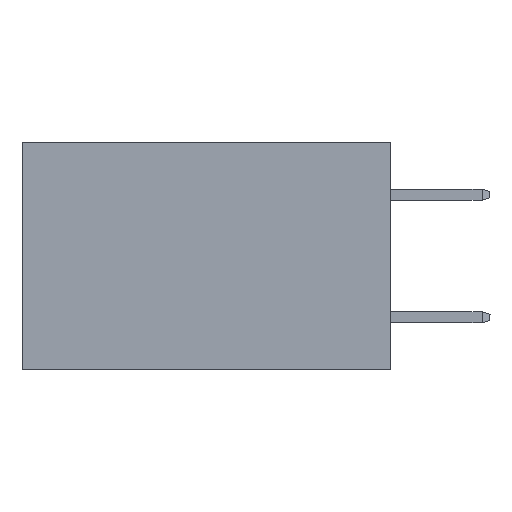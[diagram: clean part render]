
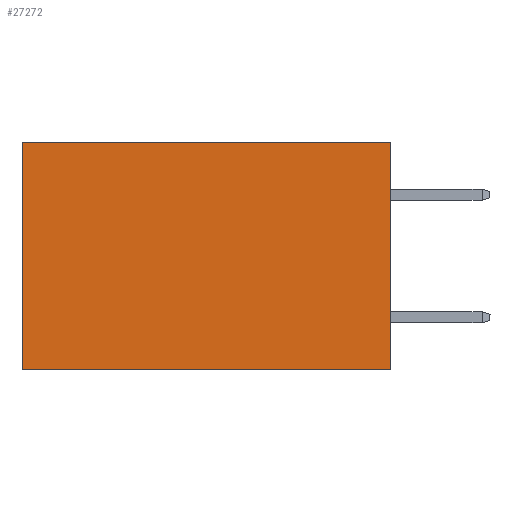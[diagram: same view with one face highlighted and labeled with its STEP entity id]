
A CAD part, left-side view. The second image highlights one B-rep face of the part: STEP entity #27272.
In plain terms, the highlighted planar face has unit normal (-1, 0, 0).
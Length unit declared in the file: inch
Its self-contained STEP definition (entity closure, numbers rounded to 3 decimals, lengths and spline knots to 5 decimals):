
#986 = CARTESIAN_POINT ( 'NONE',  ( 0.2875, 0., -0.37 ) ) ;
#1445 = LINE ( 'NONE', #34652, #23346 ) ;
#2943 = CARTESIAN_POINT ( 'NONE',  ( 0.2875, 0., 0. ) ) ;
#3403 = LINE ( 'NONE', #29429, #28432 ) ;
#4052 = CARTESIAN_POINT ( 'NONE',  ( 0.2875, 0., 0. ) ) ;
#6268 = LINE ( 'NONE', #26764, #38100 ) ;
#7039 = EDGE_CURVE ( 'NONE', #39625, #36478, #3403, .T. ) ;
#8244 = AXIS2_PLACEMENT_3D ( 'NONE', #4052, #24018, #27652 ) ;
#16313 = DIRECTION ( 'NONE',  ( 0., 1., 0. ) ) ;
#21155 = ORIENTED_EDGE ( 'NONE', *, *, #24397, .F. ) ;
#22675 = ORIENTED_EDGE ( 'NONE', *, *, #7039, .T. ) ;
#23096 = VECTOR ( 'NONE', #27690, 39.37008 ) ;
#23346 = VECTOR ( 'NONE', #38264, 39.37008 ) ;
#23873 = PLANE ( 'NONE',  #8244 ) ;
#24018 = DIRECTION ( 'NONE',  ( 1., 0., 0. ) ) ;
#24397 = EDGE_CURVE ( 'NONE', #28602, #41676, #31974, .T. ) ;
#26764 = CARTESIAN_POINT ( 'NONE',  ( 0.2875, 0.6, 0. ) ) ;
#27272 = ADVANCED_FACE ( 'NONE', ( #39707 ), #23873, .F. ) ;
#27652 = DIRECTION ( 'NONE',  ( 0., 0., -1. ) ) ;
#27690 = DIRECTION ( 'NONE',  ( 0., 1., 0. ) ) ;
#28432 = VECTOR ( 'NONE', #16313, 39.37008 ) ;
#28602 = VERTEX_POINT ( 'NONE', #986 ) ;
#29018 = ORIENTED_EDGE ( 'NONE', *, *, #40767, .T. ) ;
#29429 = CARTESIAN_POINT ( 'NONE',  ( 0.2875, 0., 0. ) ) ;
#31629 = EDGE_CURVE ( 'NONE', #39625, #28602, #1445, .T. ) ;
#31974 = LINE ( 'NONE', #40837, #23096 ) ;
#32368 = EDGE_LOOP ( 'NONE', ( #29018, #21155, #35546, #22675 ) ) ;
#33470 = DIRECTION ( 'NONE',  ( 0., 0., -1. ) ) ;
#33662 = CARTESIAN_POINT ( 'NONE',  ( 0.2875, 0.6, 0. ) ) ;
#34652 = CARTESIAN_POINT ( 'NONE',  ( 0.2875, 0., 0. ) ) ;
#35546 = ORIENTED_EDGE ( 'NONE', *, *, #31629, .F. ) ;
#36478 = VERTEX_POINT ( 'NONE', #33662 ) ;
#38001 = CARTESIAN_POINT ( 'NONE',  ( 0.2875, 0.6, -0.37 ) ) ;
#38100 = VECTOR ( 'NONE', #33470, 39.37008 ) ;
#38264 = DIRECTION ( 'NONE',  ( 0., 0., -1. ) ) ;
#39625 = VERTEX_POINT ( 'NONE', #2943 ) ;
#39707 = FACE_OUTER_BOUND ( 'NONE', #32368, .T. ) ;
#40767 = EDGE_CURVE ( 'NONE', #36478, #41676, #6268, .T. ) ;
#40837 = CARTESIAN_POINT ( 'NONE',  ( 0.2875, 0., -0.37 ) ) ;
#41676 = VERTEX_POINT ( 'NONE', #38001 ) ;
